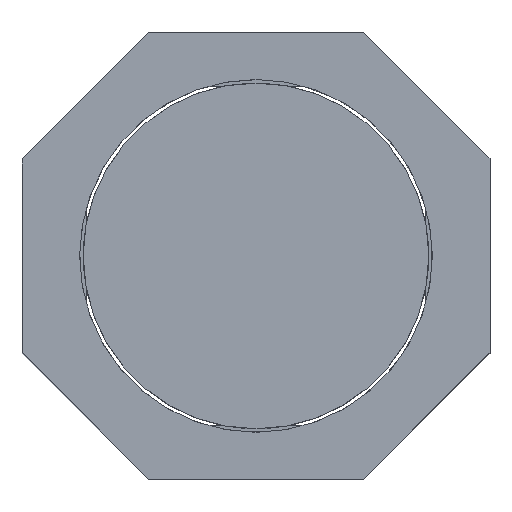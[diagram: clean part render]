
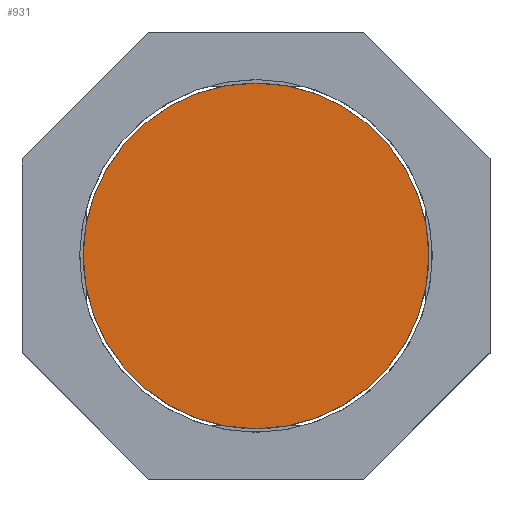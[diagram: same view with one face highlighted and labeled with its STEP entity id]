
A CAD part, top view. The second image highlights one B-rep face of the part: STEP entity #931.
In plain terms, the highlighted planar face has unit normal (0, 0, 1).
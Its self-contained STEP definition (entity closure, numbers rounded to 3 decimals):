
#27=CIRCLE($,#1005,2.4);
#91=FACE_OUTER_BOUND($,#148,.T.);
#148=EDGE_LOOP($,(#802));
#458=VERTEX_POINT($,#1509);
#577=EDGE_CURVE($,#458,#458,#27,.T.);
#802=ORIENTED_EDGE($,*,*,#577,.T.);
#878=PLANE($,#1004);
#931=ADVANCED_FACE($,(#91),#878,.T.);
#1004=AXIS2_PLACEMENT_3D($,#1508,#1240,#1241);
#1005=AXIS2_PLACEMENT_3D($,#1510,#1242,#1243);
#1240=DIRECTION('center_axis',(0.,0.,
1.));
#1241=DIRECTION('ref_axis',(0.,1.,0.));
#1242=DIRECTION('center_axis',(0.,0.,
1.));
#1243=DIRECTION('ref_axis',(0.,1.,0.));
#1508=CARTESIAN_POINT('Origin',(0.,0.,
1.4));
#1509=CARTESIAN_POINT('',(0.,2.4,1.4));
#1510=CARTESIAN_POINT('Origin',(0.,0.,
1.4));
